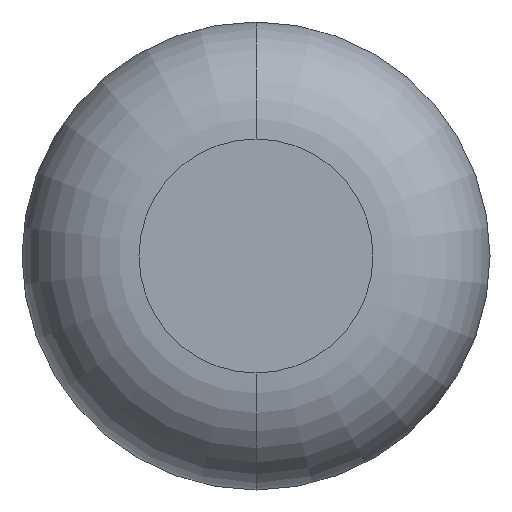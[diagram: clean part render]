
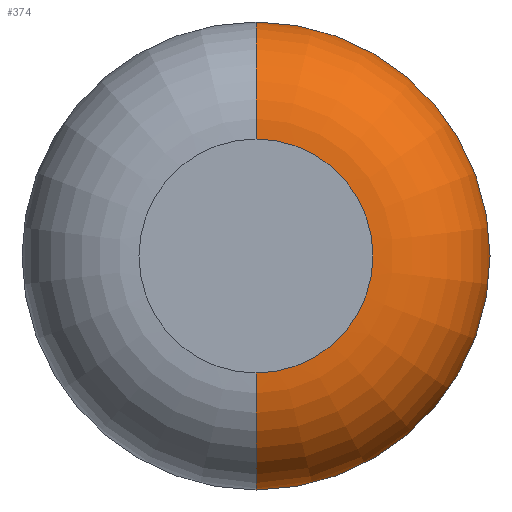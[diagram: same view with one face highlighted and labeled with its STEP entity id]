
A CAD part, front view. The second image highlights one B-rep face of the part: STEP entity #374.
In plain terms, the highlighted toroidal (fillet/blend) face has major radius 3.175 mm and minor radius 3.175 mm.
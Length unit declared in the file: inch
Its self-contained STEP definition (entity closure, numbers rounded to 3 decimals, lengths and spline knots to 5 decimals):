
#13 = AXIS2_PLACEMENT_3D ( 'NONE', #25, #364, #186 ) ;
#25 = CARTESIAN_POINT ( 'NONE',  ( 0., 0.125, 0. ) ) ;
#40 = CARTESIAN_POINT ( 'NONE',  ( 0., 0.125, -0.25 ) ) ;
#71 = CIRCLE ( 'NONE', #157, 0.125 ) ;
#76 = CARTESIAN_POINT ( 'NONE',  ( 0., 0., 0. ) ) ;
#88 = CIRCLE ( 'NONE', #260, 0.125 ) ;
#90 = ORIENTED_EDGE ( 'NONE', *, *, #248, .T. ) ;
#93 = CARTESIAN_POINT ( 'NONE',  ( 0., 0.125, 0.125 ) ) ;
#110 = ORIENTED_EDGE ( 'NONE', *, *, #213, .T. ) ;
#111 = FACE_OUTER_BOUND ( 'NONE', #266, .T. ) ;
#125 = DIRECTION ( 'NONE',  ( 0., -1., 0. ) ) ;
#133 = DIRECTION ( 'NONE',  ( 1., 0., 0. ) ) ;
#140 = VERTEX_POINT ( 'NONE', #389 ) ;
#157 = AXIS2_PLACEMENT_3D ( 'NONE', #76, #205, #321 ) ;
#164 = TOROIDAL_SURFACE ( 'NONE', #13, 0.125, 0.125 ) ;
#165 = CIRCLE ( 'NONE', #215, 0.125 ) ;
#166 = DIRECTION ( 'NONE',  ( 0., 0., -1. ) ) ;
#176 = ORIENTED_EDGE ( 'NONE', *, *, #184, .F. ) ;
#177 = AXIS2_PLACEMENT_3D ( 'NONE', #300, #125, #246 ) ;
#179 = CIRCLE ( 'NONE', #177, 0.25 ) ;
#184 = EDGE_CURVE ( 'NONE', #302, #140, #165, .T. ) ;
#186 = DIRECTION ( 'NONE',  ( 0., 0., -1. ) ) ;
#205 = DIRECTION ( 'NONE',  ( 0., -1., 0. ) ) ;
#213 = EDGE_CURVE ( 'NONE', #302, #305, #179, .T. ) ;
#215 = AXIS2_PLACEMENT_3D ( 'NONE', #348, #231, #272 ) ;
#231 = DIRECTION ( 'NONE',  ( -1., 0., 0. ) ) ;
#234 = CARTESIAN_POINT ( 'NONE',  ( 0., 0., 0.125 ) ) ;
#246 = DIRECTION ( 'NONE',  ( 0., 0., -1. ) ) ;
#248 = EDGE_CURVE ( 'NONE', #305, #383, #88, .T. ) ;
#260 = AXIS2_PLACEMENT_3D ( 'NONE', #93, #133, #166 ) ;
#266 = EDGE_LOOP ( 'NONE', ( #110, #90, #341, #176 ) ) ;
#272 = DIRECTION ( 'NONE',  ( 0., 0., 1. ) ) ;
#293 = CARTESIAN_POINT ( 'NONE',  ( 0., 0.125, 0.25 ) ) ;
#300 = CARTESIAN_POINT ( 'NONE',  ( 0., 0.125, 0. ) ) ;
#302 = VERTEX_POINT ( 'NONE', #40 ) ;
#305 = VERTEX_POINT ( 'NONE', #293 ) ;
#321 = DIRECTION ( 'NONE',  ( 0., 0., -1. ) ) ;
#341 = ORIENTED_EDGE ( 'NONE', *, *, #352, .F. ) ;
#348 = CARTESIAN_POINT ( 'NONE',  ( 0., 0.125, -0.125 ) ) ;
#352 = EDGE_CURVE ( 'NONE', #140, #383, #71, .T. ) ;
#364 = DIRECTION ( 'NONE',  ( 0., -1., 0. ) ) ;
#374 = ADVANCED_FACE ( 'NONE', ( #111 ), #164, .T. ) ;
#383 = VERTEX_POINT ( 'NONE', #234 ) ;
#389 = CARTESIAN_POINT ( 'NONE',  ( 0., 0., -0.125 ) ) ;
